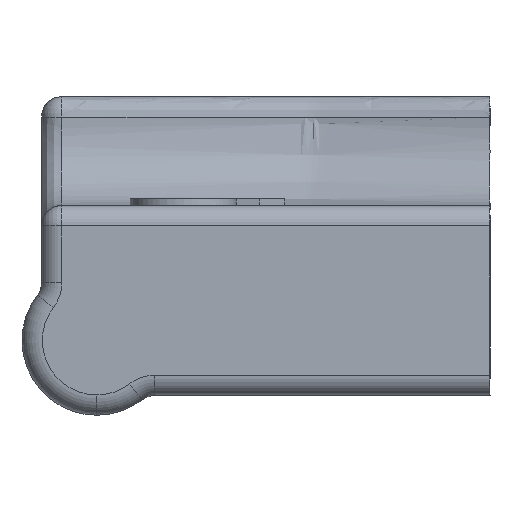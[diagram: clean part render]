
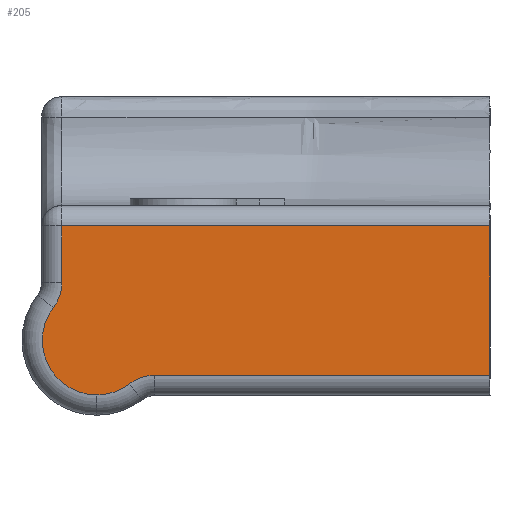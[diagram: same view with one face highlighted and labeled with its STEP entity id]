
A CAD part, left-side view. The second image highlights one B-rep face of the part: STEP entity #205.
In plain terms, the highlighted planar face has unit normal (-1, 0, 0).
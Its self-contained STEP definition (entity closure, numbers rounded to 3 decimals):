
#205=ADVANCED_FACE('',(#438),#439,.T.);
#438=FACE_OUTER_BOUND('',#1529,.T.);
#439=PLANE('',#1530);
#1529=EDGE_LOOP('',(#2548,#2549,#2550,#2551,#2552,#2553,#2554,#2555));
#1530=AXIS2_PLACEMENT_3D('',#2556,#2557,#2558);
#2548=ORIENTED_EDGE('',*,*,#3118,.T.);
#2549=ORIENTED_EDGE('',*,*,#3115,.T.);
#2550=ORIENTED_EDGE('',*,*,#3116,.T.);
#2551=ORIENTED_EDGE('',*,*,#3111,.F.);
#2552=ORIENTED_EDGE('',*,*,#2882,.T.);
#2553=ORIENTED_EDGE('',*,*,#3108,.T.);
#2554=ORIENTED_EDGE('',*,*,#3105,.F.);
#2555=ORIENTED_EDGE('',*,*,#3099,.T.);
#2556=CARTESIAN_POINT('',(-65.5,0.,-7.5));
#2557=DIRECTION('',(-1.0,0.,0.));
#2558=DIRECTION('',(0.,0.,-1.0));
#2882=EDGE_CURVE('',#3213,#3211,#3214,.T.);
#3099=EDGE_CURVE('',#3562,#3560,#3563,.F.);
#3105=EDGE_CURVE('',#3562,#3569,#3570,.T.);
#3108=EDGE_CURVE('',#3211,#3569,#3573,.T.);
#3111=EDGE_CURVE('',#3213,#3576,#3577,.T.);
#3115=EDGE_CURVE('',#3579,#3581,#3583,.T.);
#3116=EDGE_CURVE('',#3581,#3576,#3584,.F.);
#3118=EDGE_CURVE('',#3560,#3579,#3586,.T.);
#3211=VERTEX_POINT('',#3737);
#3213=VERTEX_POINT('',#3739);
#3214=CIRCLE('',#3740,4.0);
#3560=VERTEX_POINT('',#4900);
#3562=VERTEX_POINT('',#4902);
#3563=LINE('',#4903,#4904);
#3569=VERTEX_POINT('',#4910);
#3570=CIRCLE('',#4911,3.0);
#3573=CIRCLE('',#4914,4.0);
#3576=VERTEX_POINT('',#4918);
#3577=CIRCLE('',#4919,3.0);
#3579=VERTEX_POINT('',#4921);
#3581=VERTEX_POINT('',#4923);
#3583=LINE('',#4925,#4926);
#3584=LINE('',#4927,#4928);
#3586=LINE('',#4930,#4931);
#3737=CARTESIAN_POINT('',(-65.5,28.939,-7.439));
#3739=CARTESIAN_POINT('',(-65.5,32.117,-1.01));
#3740=AXIS2_PLACEMENT_3D('',#5163,#5164,#5165);
#4900=CARTESIAN_POINT('',(-65.5,0.,-6.0));
#4902=CARTESIAN_POINT('',(-65.5,24.687,-6.0));
#4903=CARTESIAN_POINT('',(-65.5,0.,-6.0));
#4904=VECTOR('',#5320,1000.0);
#4910=CARTESIAN_POINT('',(-65.5,26.51,-6.617));
#4911=AXIS2_PLACEMENT_3D('',#5336,#5337,#5338);
#4914=AXIS2_PLACEMENT_3D('',#5345,#5346,#5347);
#4918=CARTESIAN_POINT('',(-65.5,31.5,0.813));
#4919=AXIS2_PLACEMENT_3D('',#5352,#5353,#5354);
#4921=CARTESIAN_POINT('',(-65.5,0.,5.0));
#4923=CARTESIAN_POINT('',(-65.5,31.5,5.0));
#4925=CARTESIAN_POINT('',(-65.5,0.,5.0));
#4926=VECTOR('',#5364,1000.0);
#4927=CARTESIAN_POINT('',(-65.5,31.5,0.27));
#4928=VECTOR('',#5365,1000.0);
#4930=CARTESIAN_POINT('',(-65.5,0.,-7.5));
#4931=VECTOR('',#5369,1000.0);
#5163=CARTESIAN_POINT('',(-65.5,28.939,-3.439));
#5164=DIRECTION('',(-1.0,0.,0.));
#5165=DIRECTION('',(0.,0.,1.0));
#5320=DIRECTION('',(0.,1.0,0.));
#5336=CARTESIAN_POINT('',(-65.5,24.687,-9.0));
#5337=DIRECTION('',(-1.0,0.,0.));
#5338=DIRECTION('',(0.,0.,1.0));
#5345=CARTESIAN_POINT('',(-65.5,28.939,-3.439));
#5346=DIRECTION('',(-1.0,0.,0.));
#5347=DIRECTION('',(0.,0.,1.0));
#5352=CARTESIAN_POINT('',(-65.5,34.5,0.813));
#5353=DIRECTION('',(-1.0,0.,0.));
#5354=DIRECTION('',(0.,0.,1.0));
#5364=DIRECTION('',(0.,1.0,0.));
#5365=DIRECTION('',(0.,0.,1.0));
#5369=DIRECTION('',(0.,0.,1.0));
